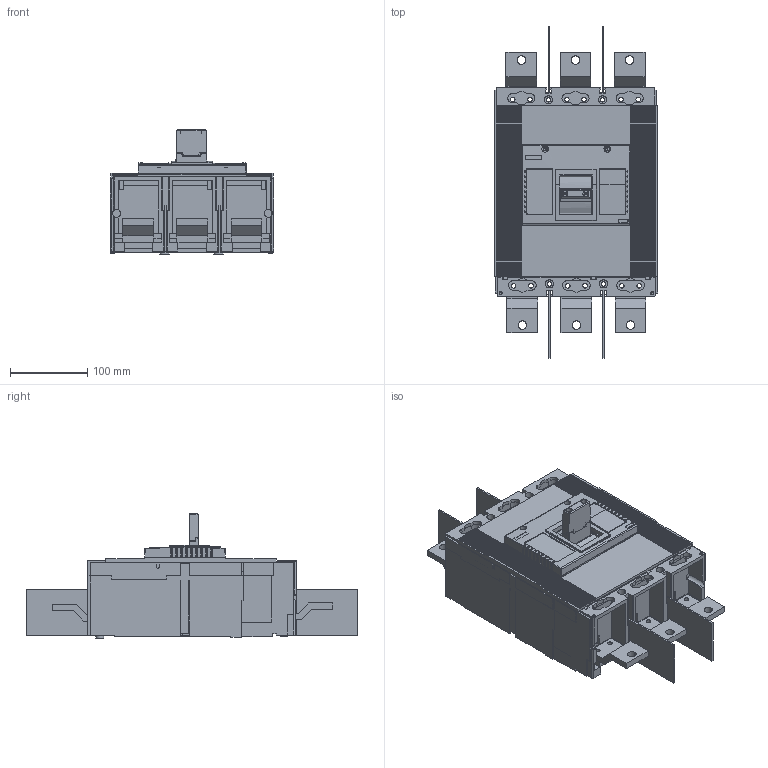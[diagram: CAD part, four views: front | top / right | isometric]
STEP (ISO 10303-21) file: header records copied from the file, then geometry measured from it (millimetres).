
FILE_DESCRIPTION (( 'STEP AP214' ), '1' );
FILE_NAME ('Ñáîðêà630.STEP', '2018-05-11T08:18:01', ( 'AutoBVT' ), ( 'Microsoft' ), 'SwSTEP 2.0', 'SolidWorks 2014', '' );
FILE_SCHEMA (( 'AUTOMOTIVE_DESIGN' ));
Length unit declared in the file: millimetre
Products named in the file (1): 栖闉罻630
Bounding box: 211.35 x 429.5 x 161.46 mm (x, y, z)
Volume: 7911201.3 mm3; surface area: 763138.6 mm2
Topology: 13 solids, 31 shells, 3127 faces, 8807 edges, 5736 vertices
Faces by surface type: plane 2207, cylinder 740, bspline 110, cone 38, sphere 32
Entity records: 145162 total; most frequent: CARTESIAN_POINT 31500, ORIENTED_EDGE 17514, DIRECTION 14883, EDGE_CURVE 8757, VECTOR 6751, LINE 6751, VERTEX_POINT 5736, AXIS2_PLACEMENT_3D 4066
